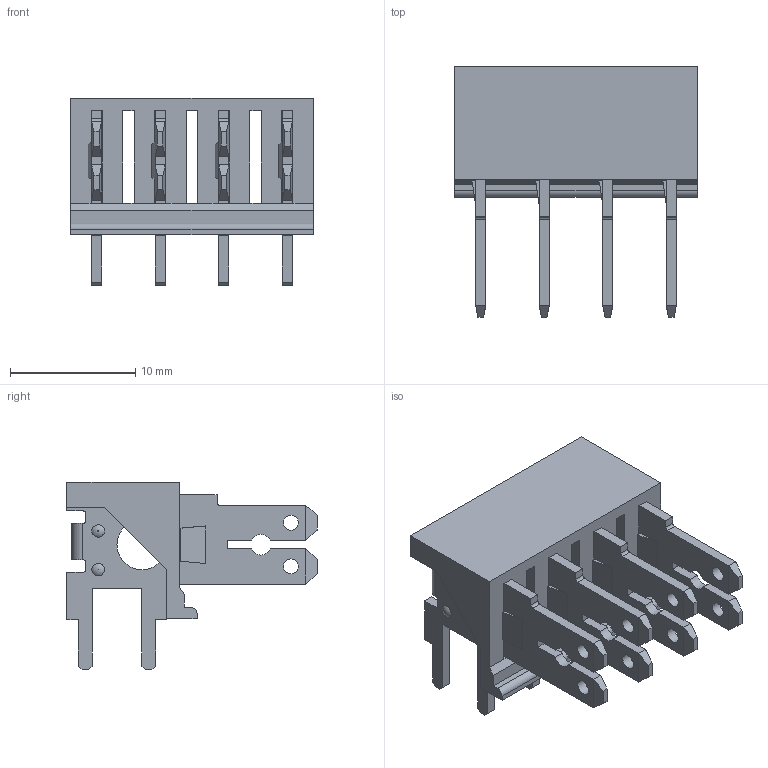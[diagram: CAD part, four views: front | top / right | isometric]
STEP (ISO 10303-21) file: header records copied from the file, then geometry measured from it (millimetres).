
FILE_DESCRIPTION(/* description */ ('Unknown'),/* implementation_level */ '2;1');
FILE_NAME(/* name */ 'J_Wurth_WR-FAST_638207122004',/* time_stamp */ '2025-06-19T10:07:00+08:00',/* author */ ('Unknown'),/* organization */ ('Unknown'),/* preprocessor_version */ 'ST-DEVELOPER v19.4',/* originating_system */ 'Solid Edge',/* authorisation */ 'Unknown');
FILE_SCHEMA (('AUTOMOTIVE_DESIGN {1 0 10303 214 3 1 1}'));
Length unit declared in the file: millimetre
Products named in the file (2): J_Wurth_WR-FAST_638207122004
Assembly tree (1 placements, depth 2):
  J_Wurth_WR-FAST_638207122004
    J_Wurth_WR-FAST_638207122004
Bounding box: 19.36 x 20 x 15 mm (x, y, z)
Volume: 1046.6 mm3; surface area: 2550.5 mm2
Topology: 1 solids, 1 shells, 358 faces, 1044 edges, 666 vertices
Faces by surface type: plane 277, cylinder 57, cone 16, torus 8
Full cylindrical faces by diameter (mm): 1.2 x8, 4 x4
Entity records: 13952 total; most frequent: CARTESIAN_POINT 2010, ORIENTED_EDGE 1992, DIRECTION 1846, EDGE_CURVE 996, LINE 866, VECTOR 866, VERTEX_POINT 654, AXIS2_PLACEMENT_3D 490
